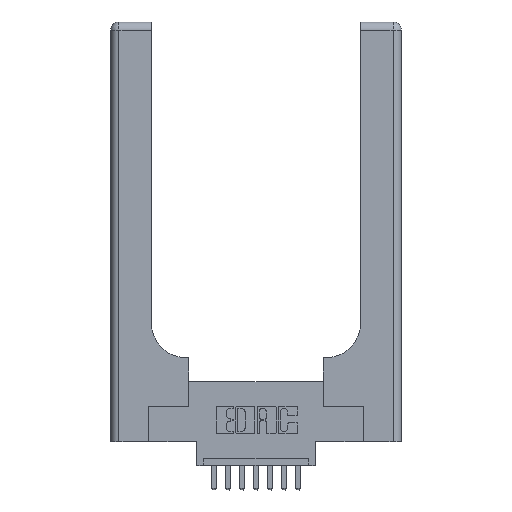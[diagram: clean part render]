
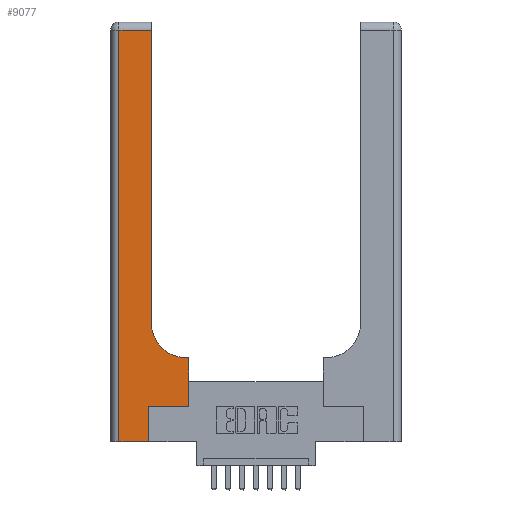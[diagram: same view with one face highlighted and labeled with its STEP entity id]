
A CAD part, top view. The second image highlights one B-rep face of the part: STEP entity #9077.
In plain terms, the highlighted planar face has unit normal (0, 0, 1).
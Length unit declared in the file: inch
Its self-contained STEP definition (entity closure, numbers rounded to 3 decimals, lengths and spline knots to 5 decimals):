
#136 = VERTEX_POINT ( 'NONE', #7452 ) ;
#379 = DIRECTION ( 'NONE',  ( -1., 0., 0. ) ) ;
#640 = EDGE_CURVE ( 'NONE', #10771, #14026, #10448, .T. ) ;
#791 = LINE ( 'NONE', #4430, #9751 ) ;
#883 = VERTEX_POINT ( 'NONE', #9541 ) ;
#1091 = VERTEX_POINT ( 'NONE', #13710 ) ;
#1193 = EDGE_CURVE ( 'NONE', #9433, #136, #6447, .T. ) ;
#1859 = DIRECTION ( 'NONE',  ( 0., 1., 0. ) ) ;
#2426 = CARTESIAN_POINT ( 'NONE',  ( 0.5585, 0.25, 0.37 ) ) ;
#2447 = CARTESIAN_POINT ( 'NONE',  ( 0.269, 0., 0.37 ) ) ;
#2828 = CARTESIAN_POINT ( 'NONE',  ( 0.5585, 0.6, 0.37 ) ) ;
#3462 = ORIENTED_EDGE ( 'NONE', *, *, #12105, .T. ) ;
#3571 = CARTESIAN_POINT ( 'NONE',  ( 0., 3., 0.37 ) ) ;
#3691 = LINE ( 'NONE', #15264, #6305 ) ;
#3877 = LINE ( 'NONE', #13496, #15350 ) ;
#3911 = VECTOR ( 'NONE', #379, 39.37008 ) ;
#4061 = ORIENTED_EDGE ( 'NONE', *, *, #13140, .T. ) ;
#4100 = CARTESIAN_POINT ( 'NONE',  ( 0.2915, 0.85, 0.37 ) ) ;
#4202 = CARTESIAN_POINT ( 'NONE',  ( 0., 2.94, 0.37 ) ) ;
#4340 = EDGE_CURVE ( 'NONE', #1091, #5791, #7059, .T. ) ;
#4397 = CARTESIAN_POINT ( 'NONE',  ( 0.269, 0., 0.37 ) ) ;
#4430 = CARTESIAN_POINT ( 'NONE',  ( 0.06, 3., 0.37 ) ) ;
#4546 = CARTESIAN_POINT ( 'NONE',  ( 0.06, 0., 0.37 ) ) ;
#4988 = EDGE_CURVE ( 'NONE', #14026, #883, #10031, .T. ) ;
#5226 = ORIENTED_EDGE ( 'NONE', *, *, #14612, .T. ) ;
#5320 = CARTESIAN_POINT ( 'NONE',  ( 0.06, 2.94, 0.37 ) ) ;
#5791 = VERTEX_POINT ( 'NONE', #5320 ) ;
#5949 = DIRECTION ( 'NONE',  ( 1., 0., 0. ) ) ;
#5971 = DIRECTION ( 'NONE',  ( -1., 0., 0. ) ) ;
#6207 = DIRECTION ( 'NONE',  ( -1., 0., 0. ) ) ;
#6305 = VECTOR ( 'NONE', #14339, 39.37008 ) ;
#6447 = LINE ( 'NONE', #12852, #14396 ) ;
#6577 = FACE_OUTER_BOUND ( 'NONE', #7722, .T. ) ;
#7059 = LINE ( 'NONE', #4202, #3911 ) ;
#7452 = CARTESIAN_POINT ( 'NONE',  ( 0.5415, 0.6, 0.37 ) ) ;
#7558 = ORIENTED_EDGE ( 'NONE', *, *, #640, .T. ) ;
#7722 = EDGE_LOOP ( 'NONE', ( #3462, #11485, #5226, #7558, #8439, #4061, #11770, #12372, #10392 ) ) ;
#8168 = EDGE_CURVE ( 'NONE', #136, #15319, #8448, .T. ) ;
#8247 = DIRECTION ( 'NONE',  ( 0., 0., -1. ) ) ;
#8439 = ORIENTED_EDGE ( 'NONE', *, *, #4988, .T. ) ;
#8448 = CIRCLE ( 'NONE', #12941, 0.25 ) ;
#8671 = CARTESIAN_POINT ( 'NONE',  ( 0.269, 0.25, 0.37 ) ) ;
#8818 = DIRECTION ( 'NONE',  ( 1., 0., 0. ) ) ;
#8819 = AXIS2_PLACEMENT_3D ( 'NONE', #3571, #8247, #5971 ) ;
#9077 = ADVANCED_FACE ( 'NONE', ( #6577 ), #9498, .F. ) ;
#9147 = VECTOR ( 'NONE', #8818, 39.37008 ) ;
#9433 = VERTEX_POINT ( 'NONE', #2828 ) ;
#9498 = PLANE ( 'NONE',  #8819 ) ;
#9541 = CARTESIAN_POINT ( 'NONE',  ( 0.269, 0.25, 0.37 ) ) ;
#9580 = DIRECTION ( 'NONE',  ( 0., 0., -1. ) ) ;
#9751 = VECTOR ( 'NONE', #15040, 39.37008 ) ;
#9998 = VECTOR ( 'NONE', #12228, 39.37008 ) ;
#10031 = LINE ( 'NONE', #2447, #14443 ) ;
#10392 = ORIENTED_EDGE ( 'NONE', *, *, #8168, .T. ) ;
#10448 = LINE ( 'NONE', #12211, #9147 ) ;
#10771 = VERTEX_POINT ( 'NONE', #4546 ) ;
#11485 = ORIENTED_EDGE ( 'NONE', *, *, #4340, .T. ) ;
#11770 = ORIENTED_EDGE ( 'NONE', *, *, #12445, .T. ) ;
#12105 = EDGE_CURVE ( 'NONE', #15319, #1091, #3691, .T. ) ;
#12211 = CARTESIAN_POINT ( 'NONE',  ( 0., 0., 0.37 ) ) ;
#12228 = DIRECTION ( 'NONE',  ( 1., 0., 0. ) ) ;
#12372 = ORIENTED_EDGE ( 'NONE', *, *, #1193, .T. ) ;
#12445 = EDGE_CURVE ( 'NONE', #14208, #9433, #3877, .T. ) ;
#12852 = CARTESIAN_POINT ( 'NONE',  ( 0.2915, 0.6, 0.37 ) ) ;
#12941 = AXIS2_PLACEMENT_3D ( 'NONE', #14383, #9580, #5949 ) ;
#13140 = EDGE_CURVE ( 'NONE', #883, #14208, #13491, .T. ) ;
#13491 = LINE ( 'NONE', #8671, #9998 ) ;
#13496 = CARTESIAN_POINT ( 'NONE',  ( 0.5585, 0.25, 0.37 ) ) ;
#13710 = CARTESIAN_POINT ( 'NONE',  ( 0.2915, 2.94, 0.37 ) ) ;
#14026 = VERTEX_POINT ( 'NONE', #4397 ) ;
#14208 = VERTEX_POINT ( 'NONE', #2426 ) ;
#14339 = DIRECTION ( 'NONE',  ( 0., 1., 0. ) ) ;
#14383 = CARTESIAN_POINT ( 'NONE',  ( 0.5415, 0.85, 0.37 ) ) ;
#14396 = VECTOR ( 'NONE', #6207, 39.37008 ) ;
#14443 = VECTOR ( 'NONE', #15371, 39.37008 ) ;
#14612 = EDGE_CURVE ( 'NONE', #5791, #10771, #791, .T. ) ;
#15040 = DIRECTION ( 'NONE',  ( 0., -1., 0. ) ) ;
#15264 = CARTESIAN_POINT ( 'NONE',  ( 0.2915, 3., 0.37 ) ) ;
#15319 = VERTEX_POINT ( 'NONE', #4100 ) ;
#15350 = VECTOR ( 'NONE', #1859, 39.37008 ) ;
#15371 = DIRECTION ( 'NONE',  ( 0., 1., 0. ) ) ;
